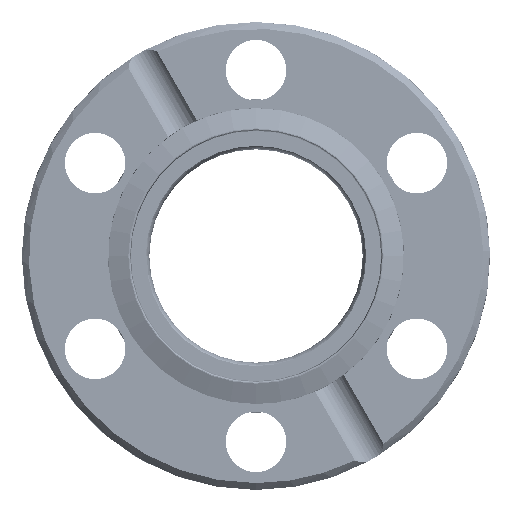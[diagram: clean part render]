
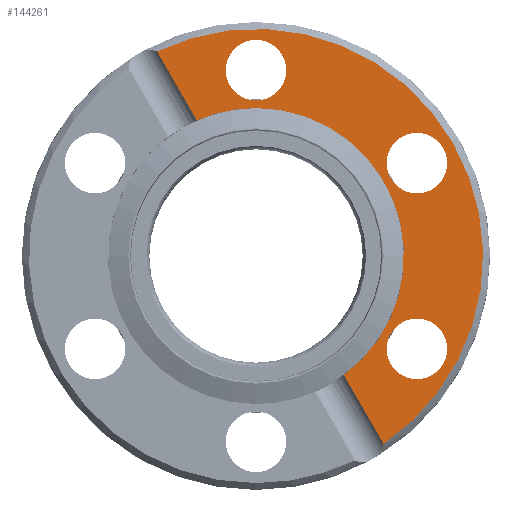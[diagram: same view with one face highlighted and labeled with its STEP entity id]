
A CAD part, left-side view. The second image highlights one B-rep face of the part: STEP entity #144261.
In plain terms, the highlighted planar face has unit normal (-1, 0, 0).
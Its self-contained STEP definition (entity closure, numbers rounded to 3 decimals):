
#613 = CARTESIAN_POINT ( 'NONE',  ( -31.8, 0., 11.3 ) ) ;
#930 = AXIS2_PLACEMENT_3D ( 'NONE', #169727, #87272, #4679 ) ;
#2145 = EDGE_LOOP ( 'NONE', ( #96013, #92819, #142620, #8887, #59687 ) ) ;
#4679 = DIRECTION ( 'NONE',  ( 0., 0., 1. ) ) ;
#6492 = CARTESIAN_POINT ( 'NONE',  ( -31.8, -11.691, -8.95 ) ) ;
#6726 = CARTESIAN_POINT ( 'NONE',  ( -31.8, 4.302, 9.852 ) ) ;
#8887 = ORIENTED_EDGE ( 'NONE', *, *, #95968, .F. ) ;
#10301 = CARTESIAN_POINT ( 'NONE',  ( -31.8, -11.691, 6.75 ) ) ;
#12184 = CARTESIAN_POINT ( 'NONE',  ( -31.8, 0., 0. ) ) ;
#13269 = EDGE_CURVE ( 'NONE', #148637, #142790, #151541, .T. ) ;
#18326 = EDGE_CURVE ( 'NONE', #126920, #71178, #92665, .T. ) ;
#21190 = ORIENTED_EDGE ( 'NONE', *, *, #173150, .F. ) ;
#22708 = FACE_BOUND ( 'NONE', #142700, .T. ) ;
#24139 = DIRECTION ( 'NONE',  ( 0., 0., 1. ) ) ;
#25244 = CARTESIAN_POINT ( 'NONE',  ( -31.8, -6.381, -8.652 ) ) ;
#26076 = DIRECTION ( 'NONE',  ( 0., 0., 1. ) ) ;
#29943 = AXIS2_PLACEMENT_3D ( 'NONE', #127594, #45031, #141323 ) ;
#31730 = EDGE_CURVE ( 'NONE', #88666, #127302, #118835, .T. ) ;
#32803 = VERTEX_POINT ( 'NONE', #80576 ) ;
#33650 = DIRECTION ( 'NONE',  ( -1., 0., 0. ) ) ;
#37081 = DIRECTION ( 'NONE',  ( 0., -0.5, -0.866 ) ) ;
#41228 = VECTOR ( 'NONE', #37081, 1000. ) ;
#44371 = DIRECTION ( 'NONE',  ( -1., 0., 0. ) ) ;
#45031 = DIRECTION ( 'NONE',  ( -1., 0., 0. ) ) ;
#45919 = CIRCLE ( 'NONE', #96315, 2.2 ) ;
#46044 = VERTEX_POINT ( 'NONE', #6492 ) ;
#50949 = CARTESIAN_POINT ( 'NONE',  ( -31.8, -12.65, -19.511 ) ) ;
#53772 = ORIENTED_EDGE ( 'NONE', *, *, #13269, .F. ) ;
#54434 = CARTESIAN_POINT ( 'NONE',  ( -31.8, -11.691, 6.75 ) ) ;
#55142 = FACE_BOUND ( 'NONE', #60717, .T. ) ;
#57980 = CARTESIAN_POINT ( 'NONE',  ( -31.8, 0., 13.5 ) ) ;
#59687 = ORIENTED_EDGE ( 'NONE', *, *, #31730, .T. ) ;
#59846 = AXIS2_PLACEMENT_3D ( 'NONE', #57980, #154359, #71945 ) ;
#60059 = ORIENTED_EDGE ( 'NONE', *, *, #102516, .F. ) ;
#60349 = AXIS2_PLACEMENT_3D ( 'NONE', #116252, #33650, #130030 ) ;
#60717 = EDGE_LOOP ( 'NONE', ( #21190, #125260 ) ) ;
#65651 = CARTESIAN_POINT ( 'NONE',  ( -31.8, 0., 8. ) ) ;
#68345 = DIRECTION ( 'NONE',  ( 0., 0., 1. ) ) ;
#71178 = VERTEX_POINT ( 'NONE', #125329 ) ;
#71945 = DIRECTION ( 'NONE',  ( 0., 0., 1. ) ) ;
#75982 = EDGE_CURVE ( 'NONE', #154372, #120894, #175951, .T. ) ;
#78921 = PLANE ( 'NONE',  #158693 ) ;
#79499 = DIRECTION ( 'NONE',  ( 0., 0., -1. ) ) ;
#80576 = CARTESIAN_POINT ( 'NONE',  ( -31.8, -11.691, -4.55 ) ) ;
#82579 = CARTESIAN_POINT ( 'NONE',  ( -31.8, -11.691, -6.75 ) ) ;
#83852 = CIRCLE ( 'NONE', #95498, 2.2 ) ;
#85721 = AXIS2_PLACEMENT_3D ( 'NONE', #12184, #108636, #26076 ) ;
#87272 = DIRECTION ( 'NONE',  ( -1., 0., 0. ) ) ;
#87414 = CIRCLE ( 'NONE', #60349, 16.5 ) ;
#88666 = VERTEX_POINT ( 'NONE', #25244 ) ;
#91763 = FACE_OUTER_BOUND ( 'NONE', #2145, .T. ) ;
#92665 = CIRCLE ( 'NONE', #930, 2.2 ) ;
#92819 = ORIENTED_EDGE ( 'NONE', *, *, #75982, .T. ) ;
#93840 = EDGE_CURVE ( 'NONE', #142790, #148637, #103492, .T. ) ;
#95498 = AXIS2_PLACEMENT_3D ( 'NONE', #82579, #178723, #96294 ) ;
#95968 = EDGE_CURVE ( 'NONE', #88666, #109266, #152274, .T. ) ;
#96013 = ORIENTED_EDGE ( 'NONE', *, *, #136213, .T. ) ;
#96294 = DIRECTION ( 'NONE',  ( 0., 0., 1. ) ) ;
#96315 = AXIS2_PLACEMENT_3D ( 'NONE', #126904, #44371, #140685 ) ;
#97055 = CIRCLE ( 'NONE', #29943, 10.75 ) ;
#99027 = EDGE_CURVE ( 'NONE', #109266, #120894, #97055, .T. ) ;
#102516 = EDGE_CURVE ( 'NONE', #71178, #126920, #124915, .T. ) ;
#102750 = VECTOR ( 'NONE', #164993, 1000. ) ;
#103492 = CIRCLE ( 'NONE', #169279, 2.2 ) ;
#106672 = DIRECTION ( 'NONE',  ( -1., 0., 0. ) ) ;
#108636 = DIRECTION ( 'NONE',  ( -1., 0., 0. ) ) ;
#109266 = VERTEX_POINT ( 'NONE', #158195 ) ;
#109721 = CARTESIAN_POINT ( 'NONE',  ( -31.8, 7.189, 14.852 ) ) ;
#116252 = CARTESIAN_POINT ( 'NONE',  ( -31.8, 0., 0. ) ) ;
#118835 = LINE ( 'NONE', #50949, #41228 ) ;
#120894 = VERTEX_POINT ( 'NONE', #6726 ) ;
#122640 = CARTESIAN_POINT ( 'NONE',  ( -31.8, -11.691, 4.55 ) ) ;
#124915 = CIRCLE ( 'NONE', #59846, 2.2 ) ;
#125260 = ORIENTED_EDGE ( 'NONE', *, *, #174392, .F. ) ;
#125329 = CARTESIAN_POINT ( 'NONE',  ( -31.8, 0., 15.7 ) ) ;
#126904 = CARTESIAN_POINT ( 'NONE',  ( -31.8, -11.691, -6.75 ) ) ;
#126920 = VERTEX_POINT ( 'NONE', #613 ) ;
#127302 = VERTEX_POINT ( 'NONE', #163835 ) ;
#127594 = CARTESIAN_POINT ( 'NONE',  ( -31.8, 0., 0. ) ) ;
#128440 = FACE_BOUND ( 'NONE', #170366, .T. ) ;
#130030 = DIRECTION ( 'NONE',  ( 0., 0., 1. ) ) ;
#130278 = ORIENTED_EDGE ( 'NONE', *, *, #93840, .F. ) ;
#136213 = EDGE_CURVE ( 'NONE', #127302, #154372, #87414, .T. ) ;
#136614 = CARTESIAN_POINT ( 'NONE',  ( -31.8, -11.691, 8.95 ) ) ;
#140685 = DIRECTION ( 'NONE',  ( 0., 0., 1. ) ) ;
#141323 = DIRECTION ( 'NONE',  ( 0., 0., 1. ) ) ;
#142620 = ORIENTED_EDGE ( 'NONE', *, *, #99027, .F. ) ;
#142700 = EDGE_LOOP ( 'NONE', ( #60059, #147936 ) ) ;
#142790 = VERTEX_POINT ( 'NONE', #136614 ) ;
#144261 = ADVANCED_FACE ( 'NONE', ( #128440, #55142, #22708, #91763 ), #78921, .F. ) ;
#147936 = ORIENTED_EDGE ( 'NONE', *, *, #18326, .F. ) ;
#148637 = VERTEX_POINT ( 'NONE', #122640 ) ;
#150773 = DIRECTION ( 'NONE',  ( -1., 0., 0. ) ) ;
#151541 = CIRCLE ( 'NONE', #175359, 2.2 ) ;
#152274 = CIRCLE ( 'NONE', #85721, 10.75 ) ;
#154359 = DIRECTION ( 'NONE',  ( -1., 0., 0. ) ) ;
#154372 = VERTEX_POINT ( 'NONE', #109721 ) ;
#158195 = CARTESIAN_POINT ( 'NONE',  ( -31.8, 0., 10.75 ) ) ;
#158693 = AXIS2_PLACEMENT_3D ( 'NONE', #65651, #161938, #79499 ) ;
#161938 = DIRECTION ( 'NONE',  ( 1., 0., 0. ) ) ;
#163835 = CARTESIAN_POINT ( 'NONE',  ( -31.8, -9.267, -13.652 ) ) ;
#164993 = DIRECTION ( 'NONE',  ( 0., -0.5, -0.866 ) ) ;
#169279 = AXIS2_PLACEMENT_3D ( 'NONE', #10301, #106672, #24139 ) ;
#169727 = CARTESIAN_POINT ( 'NONE',  ( -31.8, 0., 13.5 ) ) ;
#170366 = EDGE_LOOP ( 'NONE', ( #130278, #53772 ) ) ;
#173150 = EDGE_CURVE ( 'NONE', #32803, #46044, #45919, .T. ) ;
#174392 = EDGE_CURVE ( 'NONE', #46044, #32803, #83852, .T. ) ;
#175359 = AXIS2_PLACEMENT_3D ( 'NONE', #54434, #150773, #68345 ) ;
#175951 = LINE ( 'NONE', #178160, #102750 ) ;
#178160 = CARTESIAN_POINT ( 'NONE',  ( -31.8, -12.65, -19.511 ) ) ;
#178723 = DIRECTION ( 'NONE',  ( -1., 0., 0. ) ) ;
